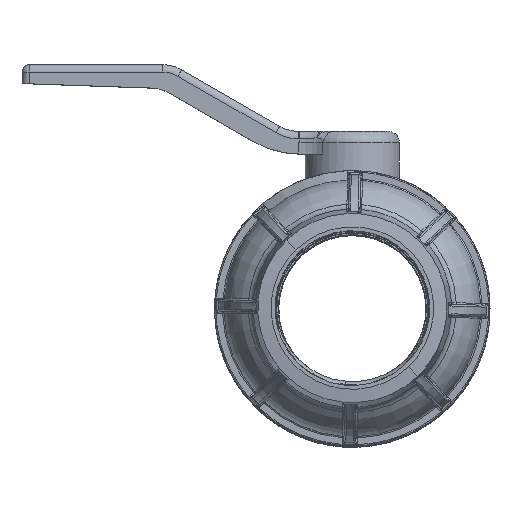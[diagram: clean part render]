
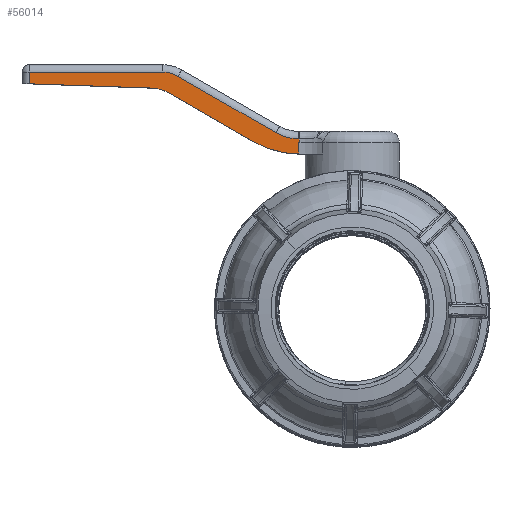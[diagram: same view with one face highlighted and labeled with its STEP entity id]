
A CAD part, top view. The second image highlights one B-rep face of the part: STEP entity #56014.
In plain terms, the highlighted planar face has unit normal (0, 0, 1).
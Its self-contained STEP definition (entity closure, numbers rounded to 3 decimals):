
#4636 = VERTEX_POINT ( 'NONE', #34561 ) ;
#4768 = VERTEX_POINT ( 'NONE', #34693 ) ;
#4770 = VERTEX_POINT ( 'NONE', #34695 ) ;
#4771 = VERTEX_POINT ( 'NONE', #34696 ) ;
#4779 = VERTEX_POINT ( 'NONE', #34704 ) ;
#4786 = VERTEX_POINT ( 'NONE', #34711 ) ;
#4791 = VERTEX_POINT ( 'NONE', #34716 ) ;
#4794 = VERTEX_POINT ( 'NONE', #34719 ) ;
#4800 = VERTEX_POINT ( 'NONE', #34725 ) ;
#4810 = VERTEX_POINT ( 'NONE', #34735 ) ;
#4839 = VERTEX_POINT ( 'NONE', #34764 ) ;
#4919 = VERTEX_POINT ( 'NONE', #34844 ) ;
#7197 = CARTESIAN_POINT ( 'NONE',  ( 51.1, 35.854, 8. ) ) ;
#7199 = DIRECTION ( 'NONE',  ( 0., 1., 0. ) ) ;
#8532 = CARTESIAN_POINT ( 'NONE',  ( -20.272, 38.533, 8. ) ) ;
#8533 = DIRECTION ( 'NONE',  ( 0., -1., 0. ) ) ;
#8549 = CARTESIAN_POINT ( 'NONE',  ( -20.272, 41.533, 8. ) ) ;
#8550 = DIRECTION ( 'NONE',  ( -1., 0., 0. ) ) ;
#8554 = CARTESIAN_POINT ( 'NONE',  ( 15.049, 33.533, 8. ) ) ;
#8555 = DIRECTION ( 'NONE',  ( 0., 0., 1. ) ) ;
#8556 = DIRECTION ( 'NONE',  ( 1., 0., 0. ) ) ;
#8560 = CARTESIAN_POINT ( 'NONE',  ( 19.049, 40.461, 8. ) ) ;
#8561 = DIRECTION ( 'NONE',  ( -0.866, 0.5, 0. ) ) ;
#8565 = CARTESIAN_POINT ( 'NONE',  ( 51.03, 35.854, 8. ) ) ;
#8566 = DIRECTION ( 'NONE',  ( 0., 0., -1. ) ) ;
#8567 = DIRECTION ( 'NONE',  ( 1., 0., 0. ) ) ;
#8571 = CARTESIAN_POINT ( 'NONE',  ( 51.03, 23.854, 8. ) ) ;
#8572 = DIRECTION ( 'NONE',  ( -1., 0., 0. ) ) ;
#8649 = CARTESIAN_POINT ( 'NONE',  ( 51.1, 22.854, 8. ) ) ;
#8650 = CARTESIAN_POINT ( 'NONE',  ( 51.1, 23.191, 8. ) ) ;
#8651 = CARTESIAN_POINT ( 'NONE',  ( 51.121, 23.524, 8. ) ) ;
#8652 = CARTESIAN_POINT ( 'NONE',  ( 51.162, 23.854, 8. ) ) ;
#8659 = CARTESIAN_POINT ( 'NONE',  ( -22.272, 38.533, 8. ) ) ;
#8660 = DIRECTION ( 'NONE',  ( 0.999, -0.035, 0. ) ) ;
#8661 = CARTESIAN_POINT ( 'NONE',  ( 51.173, 43.854, 8. ) ) ;
#8662 = DIRECTION ( 'NONE',  ( 0., 0., 1. ) ) ;
#8663 = DIRECTION ( 'NONE',  ( -1., 0., 0. ) ) ;
#9423 = PLANE ( 'NONE',  #9609 ) ;
#9424 = CARTESIAN_POINT ( 'NONE',  ( 51.03, 35.854, 8. ) ) ;
#9425 = DIRECTION ( 'NONE',  ( 0., 0., 1. ) ) ;
#9426 = DIRECTION ( 'NONE',  ( 1., 0., 0. ) ) ;
#9609 = AXIS2_PLACEMENT_3D ( 'NONE', #9424, #9425, #9426 ) ;
#13457 = EDGE_LOOP ( 'NONE', ( #67587, #67588, #67589, #67586, #67590, #67591, #67592, #67593, #67595, #67596, #67594, #67598 ) ) ;
#25911 = LINE ( 'NONE', #36423, #30233 ) ;
#30228 = CIRCLE ( 'NONE', #30238, 10. ) ;
#30233 = VECTOR ( 'NONE', #36424, 1000. ) ;
#30238 = AXIS2_PLACEMENT_3D ( 'NONE', #36430, #36431, #36432 ) ;
#34561 = CARTESIAN_POINT ( 'NONE',  ( 51.1, 19.854, 8. ) ) ;
#34693 = CARTESIAN_POINT ( 'NONE',  ( 51.162, 23.854, 8. ) ) ;
#34695 = CARTESIAN_POINT ( 'NONE',  ( 51.03, 23.854, 8. ) ) ;
#34696 = CARTESIAN_POINT ( 'NONE',  ( 45.03, 25.461, 8. ) ) ;
#34704 = CARTESIAN_POINT ( 'NONE',  ( 19.049, 40.461, 8. ) ) ;
#34711 = CARTESIAN_POINT ( 'NONE',  ( 15.049, 41.533, 8. ) ) ;
#34716 = CARTESIAN_POINT ( 'NONE',  ( 51.1, 22.854, 8. ) ) ;
#34719 = CARTESIAN_POINT ( 'NONE',  ( -20.272, 38.463, 8. ) ) ;
#34725 = CARTESIAN_POINT ( 'NONE',  ( 16.779, 35.998, 8. ) ) ;
#34735 = CARTESIAN_POINT ( 'NONE',  ( -20.272, 41.533, 8. ) ) ;
#34764 = CARTESIAN_POINT ( 'NONE',  ( 39.173, 23.069, 8. ) ) ;
#34844 = CARTESIAN_POINT ( 'NONE',  ( 12.128, 37.332, 8. ) ) ;
#36423 = CARTESIAN_POINT ( 'NONE',  ( 39.173, 23.069, 8. ) ) ;
#36424 = DIRECTION ( 'NONE',  ( 0.866, -0.5, 0. ) ) ;
#36430 = CARTESIAN_POINT ( 'NONE',  ( 11.779, 27.338, 8. ) ) ;
#36431 = DIRECTION ( 'NONE',  ( 0., 0., -1. ) ) ;
#36432 = DIRECTION ( 'NONE',  ( 1., 0., 0. ) ) ;
#55838 = EDGE_CURVE ( 'NONE', #4636, #4791, #78129, .T. ) ;
#55874 = EDGE_CURVE ( 'NONE', #4810, #4794, #78160, .T. ) ;
#55881 = EDGE_CURVE ( 'NONE', #4786, #4810, #78168, .T. ) ;
#55883 = EDGE_CURVE ( 'NONE', #4779, #4786, #66762, .T. ) ;
#55885 = EDGE_CURVE ( 'NONE', #4771, #4779, #78170, .T. ) ;
#55887 = EDGE_CURVE ( 'NONE', #4770, #4771, #66769, .T. ) ;
#55889 = EDGE_CURVE ( 'NONE', #4768, #4770, #78172, .T. ) ;
#55900 = EDGE_CURVE ( 'NONE', #4791, #4768, #64516, .T. ) ;
#55902 = EDGE_CURVE ( 'NONE', #4794, #4919, #78176, .T. ) ;
#55903 = EDGE_CURVE ( 'NONE', #4839, #4636, #66782, .T. ) ;
#56014 = ADVANCED_FACE ( 'NONE', ( #78313 ), #9423, .T. ) ;
#64516 = B_SPLINE_CURVE_WITH_KNOTS ( 'NONE', 3,
 ( #8649, #8650, #8651, #8652 ),
 .UNSPECIFIED., .F., .F.,
 ( 4, 4 ),
 ( 0., 0.001 ),
 .UNSPECIFIED. ) ;
#66712 = VECTOR ( 'NONE', #7199, 1000. ) ;
#66751 = VECTOR ( 'NONE', #8533, 1000. ) ;
#66760 = VECTOR ( 'NONE', #8550, 1000. ) ;
#66762 = CIRCLE ( 'NONE', #66763, 8. ) ;
#66763 = AXIS2_PLACEMENT_3D ( 'NONE', #8554, #8555, #8556 ) ;
#66767 = VECTOR ( 'NONE', #8561, 1000. ) ;
#66769 = CIRCLE ( 'NONE', #66770, 12. ) ;
#66770 = AXIS2_PLACEMENT_3D ( 'NONE', #8565, #8566, #8567 ) ;
#66774 = VECTOR ( 'NONE', #8572, 1000. ) ;
#66782 = CIRCLE ( 'NONE', #66784, 24. ) ;
#66783 = VECTOR ( 'NONE', #8660, 1000. ) ;
#66784 = AXIS2_PLACEMENT_3D ( 'NONE', #8661, #8662, #8663 ) ;
#67586 = ORIENTED_EDGE ( 'NONE', *, *, #55885, .T. ) ;
#67587 = ORIENTED_EDGE ( 'NONE', *, *, #55900, .T. ) ;
#67588 = ORIENTED_EDGE ( 'NONE', *, *, #55889, .T. ) ;
#67589 = ORIENTED_EDGE ( 'NONE', *, *, #55887, .T. ) ;
#67590 = ORIENTED_EDGE ( 'NONE', *, *, #55883, .T. ) ;
#67591 = ORIENTED_EDGE ( 'NONE', *, *, #55881, .T. ) ;
#67592 = ORIENTED_EDGE ( 'NONE', *, *, #55874, .T. ) ;
#67593 = ORIENTED_EDGE ( 'NONE', *, *, #55902, .T. ) ;
#67594 = ORIENTED_EDGE ( 'NONE', *, *, #55903, .T. ) ;
#67595 = ORIENTED_EDGE ( 'NONE', *, *, #74046, .T. ) ;
#67596 = ORIENTED_EDGE ( 'NONE', *, *, #74043, .T. ) ;
#67598 = ORIENTED_EDGE ( 'NONE', *, *, #55838, .T. ) ;
#74043 = EDGE_CURVE ( 'NONE', #4800, #4839, #25911, .T. ) ;
#74046 = EDGE_CURVE ( 'NONE', #4919, #4800, #30228, .T. ) ;
#78129 = LINE ( 'NONE', #7197, #66712 ) ;
#78160 = LINE ( 'NONE', #8532, #66751 ) ;
#78168 = LINE ( 'NONE', #8549, #66760 ) ;
#78170 = LINE ( 'NONE', #8560, #66767 ) ;
#78172 = LINE ( 'NONE', #8571, #66774 ) ;
#78176 = LINE ( 'NONE', #8659, #66783 ) ;
#78313 = FACE_OUTER_BOUND ( 'NONE', #13457, .T. ) ;
